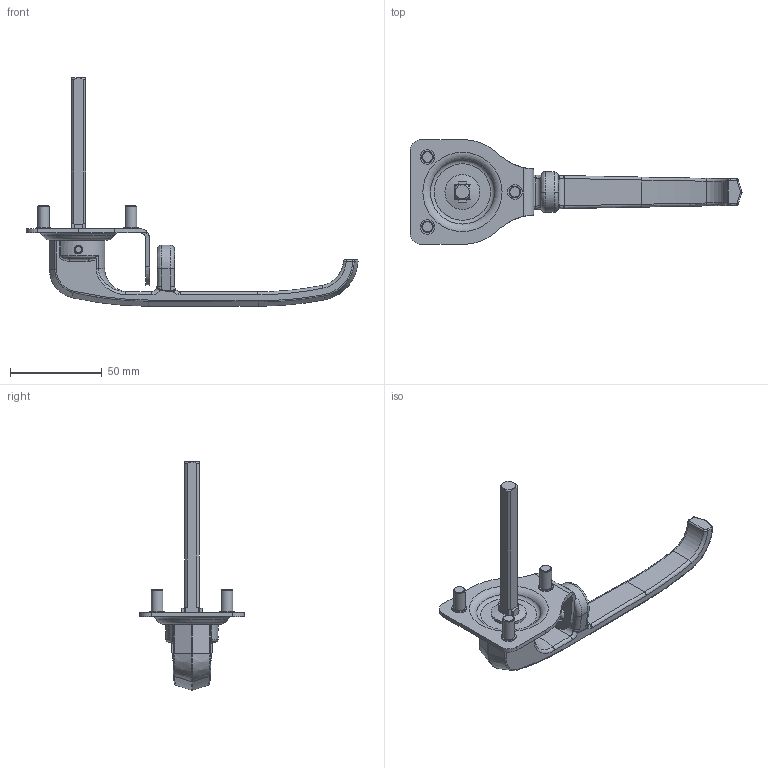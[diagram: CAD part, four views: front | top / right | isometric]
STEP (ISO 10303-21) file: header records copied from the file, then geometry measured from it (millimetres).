
FILE_DESCRIPTION((''),'2;1');
FILE_NAME('48-5655-X.stp','2012-09-07T14:13:32',('fredp'),(''),'Autodesk Inventor 2012','Autodesk Inventor 2012','');
FILE_SCHEMA(('AUTOMOTIVE_DESIGN { 1 0 10303 214 1 1 1 1 }'));
Length unit declared in the file: inch
Products named in the file (1): 48-5655-X
Bounding box: 180.97 x 57.15 x 124.61 mm (x, y, z)
Surface area: 26972.8 mm2 (no closed solid volume)
Topology: 0 solids, 9 shells, 272 faces, 628 edges, 382 vertices
Faces by surface type: plane 114, cylinder 69, bspline 52, torus 17, cone 15, sphere 5
Full cylindrical faces by diameter (mm): 0.843 x3, 4.318 x1, 4.737 x1, 4.775 x3, 4.826 x1, 6.35 x3, 8.001 x3, 12.7 x2, 14.288 x1, 14.605 x2, 19.05 x1, 19.876 x1, 28.448 x1
Entity records: 9787 total; most frequent: CARTESIAN_POINT 3819, ORIENTED_EDGE 1148, DIRECTION 1107, EDGE_CURVE 574, AXIS2_PLACEMENT_3D 445, VERTEX_POINT 372, EDGE_LOOP 338, FACE_OUTER_BOUND 272
